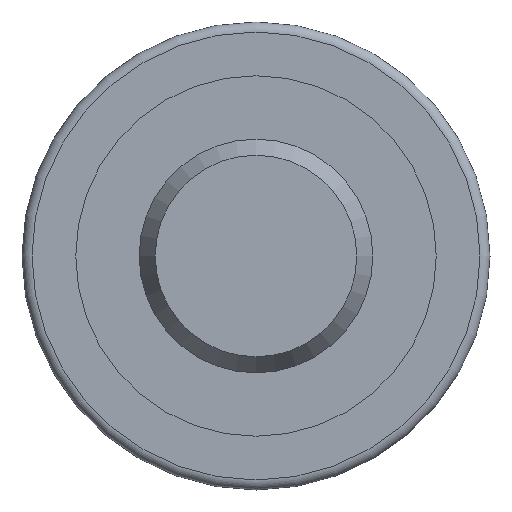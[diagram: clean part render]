
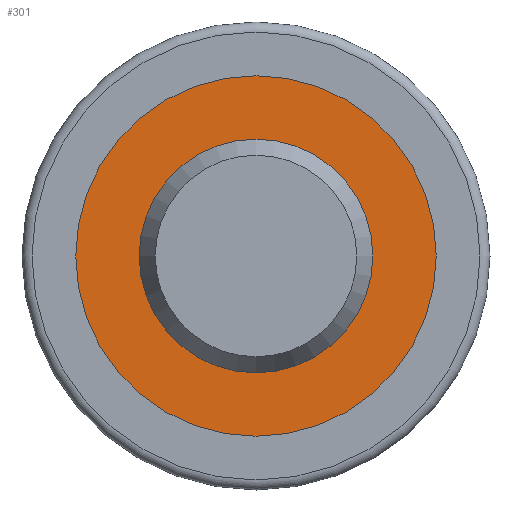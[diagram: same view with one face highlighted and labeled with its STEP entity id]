
A CAD part, left-side view. The second image highlights one B-rep face of the part: STEP entity #301.
In plain terms, the highlighted planar face has unit normal (-1, 0, 0).
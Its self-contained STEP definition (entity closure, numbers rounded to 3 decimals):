
#16=FACE_BOUND('',#64,.T.);
#47=FACE_OUTER_BOUND('',#63,.T.);
#63=EDGE_LOOP('',(#205,#206));
#64=EDGE_LOOP('',(#207,#208));
#84=CIRCLE('',#341,17.5);
#85=CIRCLE('',#342,17.5);
#86=CIRCLE('',#344,27.);
#87=CIRCLE('',#345,27.);
#119=VERTEX_POINT('',#510);
#120=VERTEX_POINT('',#511);
#121=VERTEX_POINT('',#516);
#122=VERTEX_POINT('',#517);
#153=EDGE_CURVE('',#119,#120,#84,.T.);
#154=EDGE_CURVE('',#120,#119,#85,.T.);
#156=EDGE_CURVE('',#121,#122,#86,.T.);
#157=EDGE_CURVE('',#122,#121,#87,.T.);
#205=ORIENTED_EDGE('',*,*,#156,.F.);
#206=ORIENTED_EDGE('',*,*,#157,.F.);
#207=ORIENTED_EDGE('',*,*,#153,.T.);
#208=ORIENTED_EDGE('',*,*,#154,.T.);
#278=PLANE('',#343);
#301=ADVANCED_FACE('',(#47,#16),#278,.T.);
#341=AXIS2_PLACEMENT_3D('',#512,#402,#403);
#342=AXIS2_PLACEMENT_3D('',#513,#404,#405);
#343=AXIS2_PLACEMENT_3D('',#515,#407,#408);
#344=AXIS2_PLACEMENT_3D('',#518,#409,#410);
#345=AXIS2_PLACEMENT_3D('',#519,#411,#412);
#402=DIRECTION('center_axis',(1.,0.,0.));
#403=DIRECTION('ref_axis',(0.,-1.,0.));
#404=DIRECTION('center_axis',(1.,0.,0.));
#405=DIRECTION('ref_axis',(0.,-1.,0.));
#407=DIRECTION('center_axis',(-1.,0.,0.));
#408=DIRECTION('ref_axis',(0.,0.,1.));
#409=DIRECTION('center_axis',(1.,0.,0.));
#410=DIRECTION('ref_axis',(0.,-1.,0.));
#411=DIRECTION('center_axis',(1.,0.,0.));
#412=DIRECTION('ref_axis',(0.,-1.,0.));
#510=CARTESIAN_POINT('',(0.,-17.5,0.));
#511=CARTESIAN_POINT('',(0.,17.5,0.));
#512=CARTESIAN_POINT('Origin',(0.,0.,
0.));
#513=CARTESIAN_POINT('Origin',(0.,0.,
0.));
#515=CARTESIAN_POINT('Origin',(0.,-22.25,0.));
#516=CARTESIAN_POINT('',(0.,-27.,0.));
#517=CARTESIAN_POINT('',(0.,27.,0.));
#518=CARTESIAN_POINT('Origin',(0.,0.,
0.));
#519=CARTESIAN_POINT('Origin',(0.,0.,
0.));
